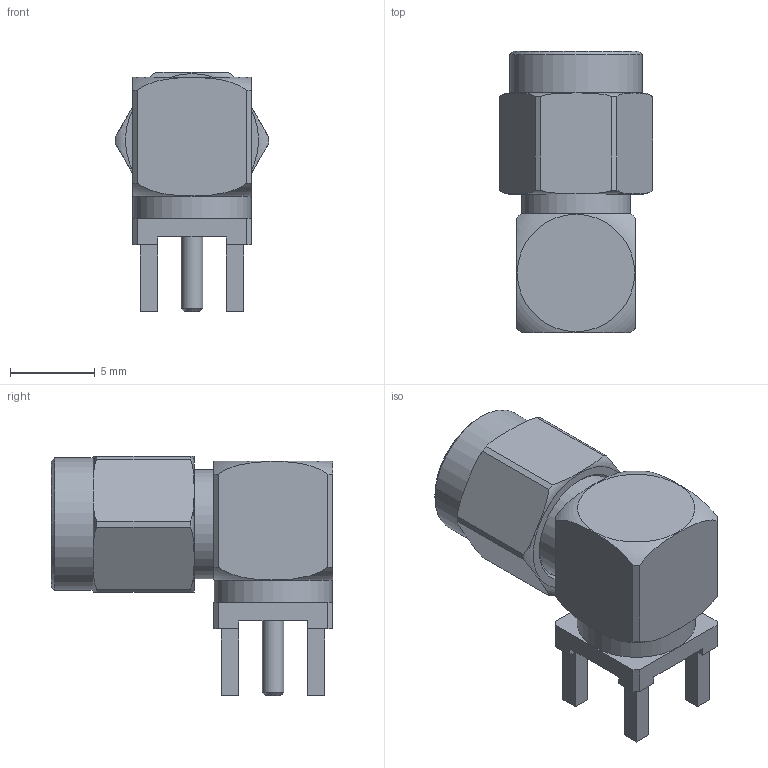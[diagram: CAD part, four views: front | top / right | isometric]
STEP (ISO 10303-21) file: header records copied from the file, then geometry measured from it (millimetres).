
FILE_DESCRIPTION(/* description */ ('Unknown'),/* implementation_level */ '2;1');
FILE_NAME(/* name */ '60313002124523',/* time_stamp */ '2018-09-19T16:28:18+02:00',/* author */ ('Unknown'),/* organization */ ('Unknown'),/* preprocessor_version */ 'ST-DEVELOPER v16.7',/* originating_system */ 'DEX',/* authorisation */ $);
FILE_SCHEMA (('AUTOMOTIVE_DESIGN {1 0 10303 214 3 1 1}'));
Length unit declared in the file: millimetre
Products named in the file (1): 60313002124523
Bounding box: 9.04 x 16.55 x 14.1 mm (x, y, z)
Volume: 764.9 mm3; surface area: 1300.3 mm2
Topology: 1 solids, 2 shells, 126 faces, 312 edges, 203 vertices
Faces by surface type: plane 80, cylinder 30, cone 9, torus 5, bspline 2
Full cylindrical faces by diameter (mm): 0.92 x1, 1.27 x3, 2.86 x1, 2.902 x1, 4.06 x1, 4.1 x1, 4.56 x2, 4.75 x1, 5.12 x1, 6.42 x2, 6.5 x1, 6.55 x5, 6.95 x1, 7 x1, 7.8 x1
Entity records: 4812 total; most frequent: CARTESIAN_POINT 1315, DIRECTION 512, ORIENTED_EDGE 504, EDGE_CURVE 252, AXIS2_PLACEMENT_3D 190, VERTEX_POINT 182, FACE_BOUND 174, EDGE_LOOP 173
